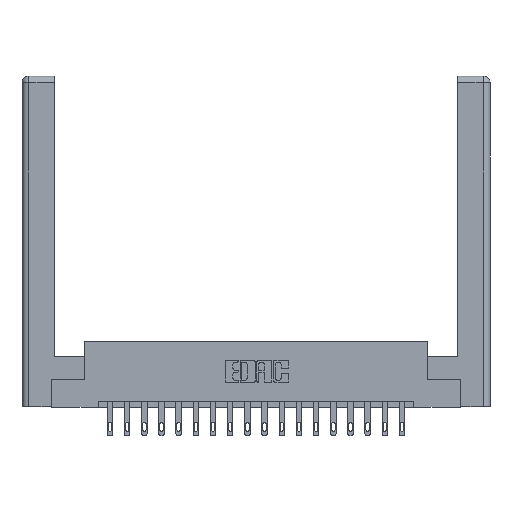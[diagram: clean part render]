
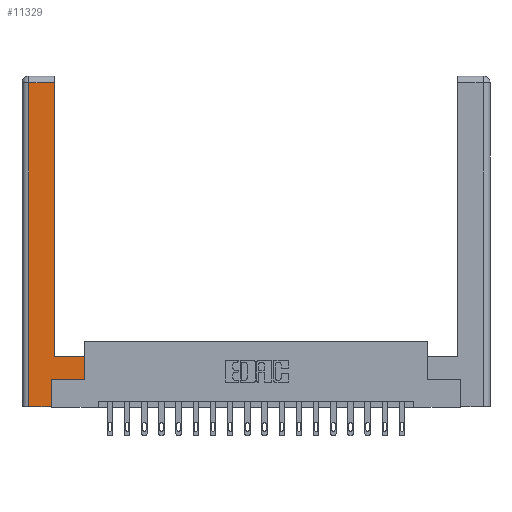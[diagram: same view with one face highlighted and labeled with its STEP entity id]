
A CAD part, top view. The second image highlights one B-rep face of the part: STEP entity #11329.
In plain terms, the highlighted planar face has unit normal (0, 0, 1).
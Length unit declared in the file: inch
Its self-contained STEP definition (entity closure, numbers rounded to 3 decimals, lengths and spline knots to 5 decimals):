
#527 = EDGE_CURVE ( 'NONE', #16796, #13258, #13420, .T. ) ;
#608 = VECTOR ( 'NONE', #16868, 39.37008 ) ;
#834 = VECTOR ( 'NONE', #16280, 39.37008 ) ;
#1438 = LINE ( 'NONE', #9557, #1925 ) ;
#1892 = DIRECTION ( 'NONE',  ( 1., 0., 0. ) ) ;
#1925 = VECTOR ( 'NONE', #9346, 39.37008 ) ;
#2652 = LINE ( 'NONE', #16840, #19495 ) ;
#2737 = EDGE_CURVE ( 'NONE', #13258, #3697, #16954, .T. ) ;
#3075 = CARTESIAN_POINT ( 'NONE',  ( 0.265, 0.245, 0. ) ) ;
#3195 = CARTESIAN_POINT ( 'NONE',  ( 0.0615, 0., 0. ) ) ;
#3198 = ORIENTED_EDGE ( 'NONE', *, *, #527, .T. ) ;
#3697 = VERTEX_POINT ( 'NONE', #8111 ) ;
#3746 = VERTEX_POINT ( 'NONE', #17249 ) ;
#3806 = DIRECTION ( 'NONE',  ( 0., 1., 0. ) ) ;
#4338 = VERTEX_POINT ( 'NONE', #8417 ) ;
#4609 = PLANE ( 'NONE',  #6905 ) ;
#4851 = DIRECTION ( 'NONE',  ( 0., -1., 0. ) ) ;
#5061 = CARTESIAN_POINT ( 'NONE',  ( 0.565, 0.245, 0. ) ) ;
#5069 = CARTESIAN_POINT ( 'NONE',  ( 0.565, 0.245, 0. ) ) ;
#6905 = AXIS2_PLACEMENT_3D ( 'NONE', #7804, #15476, #15222 ) ;
#7358 = EDGE_CURVE ( 'NONE', #7794, #15315, #12230, .T. ) ;
#7682 = ORIENTED_EDGE ( 'NONE', *, *, #8916, .T. ) ;
#7794 = VERTEX_POINT ( 'NONE', #17642 ) ;
#7804 = CARTESIAN_POINT ( 'NONE',  ( 0., 0., 0. ) ) ;
#7911 = ORIENTED_EDGE ( 'NONE', *, *, #9481, .T. ) ;
#8111 = CARTESIAN_POINT ( 'NONE',  ( 0.295, 2.94, 0. ) ) ;
#8266 = CARTESIAN_POINT ( 'NONE',  ( 0.565, 0.45, 0. ) ) ;
#8417 = CARTESIAN_POINT ( 'NONE',  ( 0.0615, 2.94, 0. ) ) ;
#8754 = CARTESIAN_POINT ( 'NONE',  ( 0.265, 0.245, 0. ) ) ;
#8916 = EDGE_CURVE ( 'NONE', #17503, #16796, #9078, .T. ) ;
#9078 = LINE ( 'NONE', #14335, #11934 ) ;
#9269 = ORIENTED_EDGE ( 'NONE', *, *, #7358, .T. ) ;
#9277 = LINE ( 'NONE', #3195, #12847 ) ;
#9346 = DIRECTION ( 'NONE',  ( -1., 0., 0. ) ) ;
#9481 = EDGE_CURVE ( 'NONE', #3746, #7794, #2652, .T. ) ;
#9557 = CARTESIAN_POINT ( 'NONE',  ( 0.0615, 2.94, 0. ) ) ;
#10186 = EDGE_CURVE ( 'NONE', #4338, #3746, #9277, .T. ) ;
#10216 = DIRECTION ( 'NONE',  ( 0., 1., 0. ) ) ;
#11057 = ORIENTED_EDGE ( 'NONE', *, *, #18976, .T. ) ;
#11329 = ADVANCED_FACE ( 'NONE', ( #14394 ), #4609, .F. ) ;
#11339 = ORIENTED_EDGE ( 'NONE', *, *, #10186, .T. ) ;
#11934 = VECTOR ( 'NONE', #3806, 39.37008 ) ;
#11969 = CARTESIAN_POINT ( 'NONE',  ( 0.295, 0.45, 0. ) ) ;
#12000 = VECTOR ( 'NONE', #10216, 39.37008 ) ;
#12110 = VECTOR ( 'NONE', #12581, 39.37008 ) ;
#12230 = LINE ( 'NONE', #8754, #834 ) ;
#12288 = ORIENTED_EDGE ( 'NONE', *, *, #2737, .T. ) ;
#12581 = DIRECTION ( 'NONE',  ( 1., 0., 0. ) ) ;
#12847 = VECTOR ( 'NONE', #4851, 39.37008 ) ;
#12882 = ORIENTED_EDGE ( 'NONE', *, *, #18122, .T. ) ;
#13258 = VERTEX_POINT ( 'NONE', #11969 ) ;
#13420 = LINE ( 'NONE', #15624, #608 ) ;
#14335 = CARTESIAN_POINT ( 'NONE',  ( 0.565, 0.45, 0. ) ) ;
#14394 = FACE_OUTER_BOUND ( 'NONE', #14454, .T. ) ;
#14454 = EDGE_LOOP ( 'NONE', ( #12288, #12882, #11339, #7911, #9269, #11057, #7682, #3198 ) ) ;
#15222 = DIRECTION ( 'NONE',  ( -1., 0., 0. ) ) ;
#15315 = VERTEX_POINT ( 'NONE', #3075 ) ;
#15476 = DIRECTION ( 'NONE',  ( 0., 0., -1. ) ) ;
#15624 = CARTESIAN_POINT ( 'NONE',  ( 0.295, 0.45, 0. ) ) ;
#16187 = CARTESIAN_POINT ( 'NONE',  ( 0.295, 3., 0. ) ) ;
#16280 = DIRECTION ( 'NONE',  ( 0., 1., 0. ) ) ;
#16609 = LINE ( 'NONE', #5061, #12110 ) ;
#16796 = VERTEX_POINT ( 'NONE', #8266 ) ;
#16840 = CARTESIAN_POINT ( 'NONE',  ( 0.265, 0., 0. ) ) ;
#16868 = DIRECTION ( 'NONE',  ( -1., 0., 0. ) ) ;
#16954 = LINE ( 'NONE', #16187, #12000 ) ;
#17249 = CARTESIAN_POINT ( 'NONE',  ( 0.0615, 0., 0. ) ) ;
#17503 = VERTEX_POINT ( 'NONE', #5069 ) ;
#17642 = CARTESIAN_POINT ( 'NONE',  ( 0.265, 0., 0. ) ) ;
#18122 = EDGE_CURVE ( 'NONE', #3697, #4338, #1438, .T. ) ;
#18976 = EDGE_CURVE ( 'NONE', #15315, #17503, #16609, .T. ) ;
#19495 = VECTOR ( 'NONE', #1892, 39.37008 ) ;
